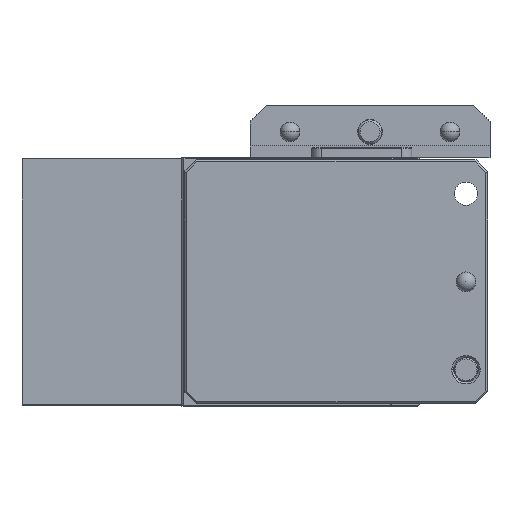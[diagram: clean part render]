
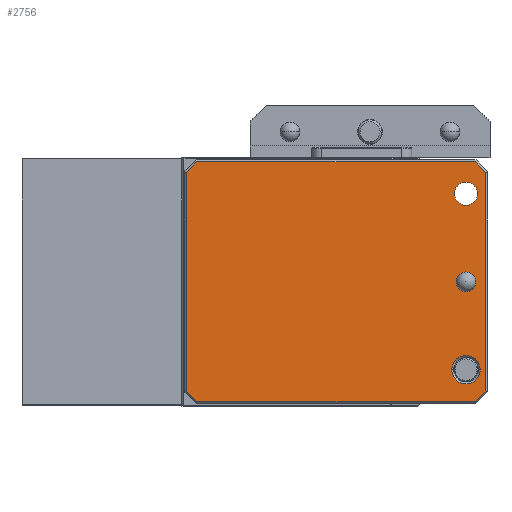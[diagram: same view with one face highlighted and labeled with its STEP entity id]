
A CAD part, top view. The second image highlights one B-rep face of the part: STEP entity #2756.
In plain terms, the highlighted face is planar.
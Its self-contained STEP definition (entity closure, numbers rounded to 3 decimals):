
#480 = EDGE_CURVE ( 'NONE', #21698, #21046, #38904, .T. ) ;
#663 = EDGE_CURVE ( 'NONE', #8694, #26256, #38271, .T. ) ;
#1291 = EDGE_CURVE ( 'NONE', #8695, #37254, #17377, .T. ) ;
#1985 = EDGE_CURVE ( 'NONE', #34675, #31620, #10068, .T. ) ;
#2755 = CARTESIAN_POINT ( 'NONE',  ( 72.975, 0., -5. ) ) ;
#2756 = ADVANCED_FACE ( 'NONE', ( #12037, #26908, #33239, #18146 ), #29765, .F. ) ;
#2832 = CIRCLE ( 'NONE', #39183, 2.475 ) ;
#3721 = ORIENTED_EDGE ( 'NONE', *, *, #15229, .T. ) ;
#3897 = VECTOR ( 'NONE', #21561, 1000. ) ;
#4553 = AXIS2_PLACEMENT_3D ( 'NONE', #24405, #32975, #29919 ) ;
#4632 = ORIENTED_EDGE ( 'NONE', *, *, #480, .T. ) ;
#5327 = ORIENTED_EDGE ( 'NONE', *, *, #1291, .F. ) ;
#5363 = EDGE_LOOP ( 'NONE', ( #25892, #4632 ) ) ;
#6577 = ORIENTED_EDGE ( 'NONE', *, *, #29863, .T. ) ;
#7053 = DIRECTION ( 'NONE',  ( 0.707, -0.707, 0. ) ) ;
#7230 = CARTESIAN_POINT ( 'NONE',  ( 66.95, 22., -5. ) ) ;
#7365 = ORIENTED_EDGE ( 'NONE', *, *, #14524, .T. ) ;
#8345 = DIRECTION ( 'NONE',  ( 0., 0., -1. ) ) ;
#8694 = VERTEX_POINT ( 'NONE', #18156 ) ;
#8695 = VERTEX_POINT ( 'NONE', #2755 ) ;
#8760 = DIRECTION ( 'NONE',  ( 1., 0., 0. ) ) ;
#9565 = VECTOR ( 'NONE', #31441, 1000. ) ;
#9709 = ORIENTED_EDGE ( 'NONE', *, *, #663, .T. ) ;
#10068 = LINE ( 'NONE', #34901, #19399 ) ;
#10108 = CARTESIAN_POINT ( 'NONE',  ( 3.354, 30.146, -5. ) ) ;
#10190 = CARTESIAN_POINT ( 'NONE',  ( 68.025, 0., -5. ) ) ;
#10320 = CARTESIAN_POINT ( 'NONE',  ( 70.5, 0., -5. ) ) ;
#10857 = DIRECTION ( 'NONE',  ( -1., 0., 0. ) ) ;
#10964 = CARTESIAN_POINT ( 'NONE',  ( 70.5, 0., -5. ) ) ;
#11148 = DIRECTION ( 'NONE',  ( 1., 0., 0. ) ) ;
#11225 = CARTESIAN_POINT ( 'NONE',  ( 70.5, -22., -5. ) ) ;
#11339 = CARTESIAN_POINT ( 'NONE',  ( 3.207, -30., -5. ) ) ;
#11630 = DIRECTION ( 'NONE',  ( 1., 0., 0. ) ) ;
#11667 = CARTESIAN_POINT ( 'NONE',  ( 0.5, 27.293, -5. ) ) ;
#11970 = VECTOR ( 'NONE', #8760, 1000. ) ;
#12037 = FACE_BOUND ( 'NONE', #5363, .T. ) ;
#12620 = ORIENTED_EDGE ( 'NONE', *, *, #1985, .T. ) ;
#13356 = DIRECTION ( 'NONE',  ( 0.707, 0.707, 0. ) ) ;
#13359 = CARTESIAN_POINT ( 'NONE',  ( 75.5, 27.293, -5. ) ) ;
#13496 = VECTOR ( 'NONE', #26824, 1000. ) ;
#13695 = CARTESIAN_POINT ( 'NONE',  ( 72.646, -30.146, -5. ) ) ;
#13904 = CARTESIAN_POINT ( 'NONE',  ( 72.793, -30., -5. ) ) ;
#14398 = CARTESIAN_POINT ( 'NONE',  ( 0.5, 27.5, -5. ) ) ;
#14524 = EDGE_CURVE ( 'NONE', #26256, #8694, #23736, .T. ) ;
#14859 = EDGE_LOOP ( 'NONE', ( #7365, #9709 ) ) ;
#15229 = EDGE_CURVE ( 'NONE', #20065, #15664, #34156, .T. ) ;
#15664 = VERTEX_POINT ( 'NONE', #23663 ) ;
#15854 = ORIENTED_EDGE ( 'NONE', *, *, #26653, .F. ) ;
#16313 = CARTESIAN_POINT ( 'NONE',  ( 73.4, -22., -5. ) ) ;
#16358 = EDGE_CURVE ( 'NONE', #31620, #35045, #27966, .T. ) ;
#16584 = DIRECTION ( 'NONE',  ( -1., 0., 0. ) ) ;
#17234 = DIRECTION ( 'NONE',  ( -1., 0., 0. ) ) ;
#17377 = CIRCLE ( 'NONE', #38862, 2.475 ) ;
#18146 = FACE_OUTER_BOUND ( 'NONE', #21351, .T. ) ;
#18156 = CARTESIAN_POINT ( 'NONE',  ( 67.6, -22., -5. ) ) ;
#18191 = ORIENTED_EDGE ( 'NONE', *, *, #16358, .T. ) ;
#18523 = CARTESIAN_POINT ( 'NONE',  ( 70.5, 22., -5. ) ) ;
#19297 = VECTOR ( 'NONE', #36281, 1000. ) ;
#19399 = VECTOR ( 'NONE', #7053, 1000. ) ;
#20065 = VERTEX_POINT ( 'NONE', #11667 ) ;
#20600 = DIRECTION ( 'NONE',  ( 0., 0., 1. ) ) ;
#20695 = AXIS2_PLACEMENT_3D ( 'NONE', #30084, #33562, #11148 ) ;
#20813 = EDGE_LOOP ( 'NONE', ( #15854, #5327 ) ) ;
#21004 = DIRECTION ( 'NONE',  ( 1., 0., 0. ) ) ;
#21046 = VERTEX_POINT ( 'NONE', #7230 ) ;
#21342 = AXIS2_PLACEMENT_3D ( 'NONE', #18523, #21402, #33620 ) ;
#21351 = EDGE_LOOP ( 'NONE', ( #32242, #3721, #6577, #12620, #18191, #33746, #29017, #34536 ) ) ;
#21402 = DIRECTION ( 'NONE',  ( 0., 0., 1. ) ) ;
#21561 = DIRECTION ( 'NONE',  ( -0.707, 0.707, 0. ) ) ;
#21698 = VERTEX_POINT ( 'NONE', #21765 ) ;
#21765 = CARTESIAN_POINT ( 'NONE',  ( 74.05, 22., -5. ) ) ;
#21874 = VECTOR ( 'NONE', #10857, 1000. ) ;
#21952 = CARTESIAN_POINT ( 'NONE',  ( 0.354, -27.146, -5. ) ) ;
#22122 = EDGE_CURVE ( 'NONE', #21046, #21698, #36381, .T. ) ;
#22134 = EDGE_CURVE ( 'NONE', #32431, #37838, #30948, .T. ) ;
#23441 = CARTESIAN_POINT ( 'NONE',  ( 0.5, -27.293, -5. ) ) ;
#23475 = CARTESIAN_POINT ( 'NONE',  ( 3., -30., -5. ) ) ;
#23663 = CARTESIAN_POINT ( 'NONE',  ( 3.207, 30., -5. ) ) ;
#23736 = CIRCLE ( 'NONE', #26985, 2.9 ) ;
#24405 = CARTESIAN_POINT ( 'NONE',  ( 70.5, 22., -5. ) ) ;
#24466 = CARTESIAN_POINT ( 'NONE',  ( 0., 0., -5. ) ) ;
#25154 = CARTESIAN_POINT ( 'NONE',  ( 75.5, -27.293, -5. ) ) ;
#25319 = VERTEX_POINT ( 'NONE', #13904 ) ;
#25892 = ORIENTED_EDGE ( 'NONE', *, *, #22122, .T. ) ;
#26256 = VERTEX_POINT ( 'NONE', #16313 ) ;
#26292 = LINE ( 'NONE', #13695, #19297 ) ;
#26653 = EDGE_CURVE ( 'NONE', #37254, #8695, #2832, .T. ) ;
#26824 = DIRECTION ( 'NONE',  ( 0., 1., 0. ) ) ;
#26908 = FACE_BOUND ( 'NONE', #14859, .T. ) ;
#26985 = AXIS2_PLACEMENT_3D ( 'NONE', #11225, #20600, #11630 ) ;
#27663 = CARTESIAN_POINT ( 'NONE',  ( 72.793, 30., -5. ) ) ;
#27966 = LINE ( 'NONE', #30835, #9565 ) ;
#29017 = ORIENTED_EDGE ( 'NONE', *, *, #33069, .T. ) ;
#29563 = LINE ( 'NONE', #32446, #11970 ) ;
#29765 = PLANE ( 'NONE',  #38351 ) ;
#29863 = EDGE_CURVE ( 'NONE', #15664, #34675, #29563, .T. ) ;
#29919 = DIRECTION ( 'NONE',  ( 1., 0., 0. ) ) ;
#30084 = CARTESIAN_POINT ( 'NONE',  ( 70.5, -22., -5. ) ) ;
#30835 = CARTESIAN_POINT ( 'NONE',  ( 75.5, -27.5, -5. ) ) ;
#30948 = LINE ( 'NONE', #21952, #3897 ) ;
#31441 = DIRECTION ( 'NONE',  ( 0., -1., 0. ) ) ;
#31502 = DIRECTION ( 'NONE',  ( 0., 0., -1. ) ) ;
#31620 = VERTEX_POINT ( 'NONE', #13359 ) ;
#32242 = ORIENTED_EDGE ( 'NONE', *, *, #32405, .T. ) ;
#32405 = EDGE_CURVE ( 'NONE', #37838, #20065, #38663, .T. ) ;
#32431 = VERTEX_POINT ( 'NONE', #11339 ) ;
#32446 = CARTESIAN_POINT ( 'NONE',  ( 73., 30., -5. ) ) ;
#32829 = DIRECTION ( 'NONE',  ( 0., 0., 1. ) ) ;
#32975 = DIRECTION ( 'NONE',  ( 0., 0., 1. ) ) ;
#33069 = EDGE_CURVE ( 'NONE', #25319, #32431, #38969, .T. ) ;
#33239 = FACE_BOUND ( 'NONE', #20813, .T. ) ;
#33562 = DIRECTION ( 'NONE',  ( 0., 0., 1. ) ) ;
#33620 = DIRECTION ( 'NONE',  ( 1., 0., 0. ) ) ;
#33746 = ORIENTED_EDGE ( 'NONE', *, *, #36927, .T. ) ;
#34156 = LINE ( 'NONE', #10108, #39423 ) ;
#34536 = ORIENTED_EDGE ( 'NONE', *, *, #22134, .T. ) ;
#34675 = VERTEX_POINT ( 'NONE', #27663 ) ;
#34901 = CARTESIAN_POINT ( 'NONE',  ( 75.646, 27.146, -5. ) ) ;
#35045 = VERTEX_POINT ( 'NONE', #25154 ) ;
#36281 = DIRECTION ( 'NONE',  ( -0.707, -0.707, 0. ) ) ;
#36381 = CIRCLE ( 'NONE', #4553, 3.55 ) ;
#36927 = EDGE_CURVE ( 'NONE', #35045, #25319, #26292, .T. ) ;
#37254 = VERTEX_POINT ( 'NONE', #10190 ) ;
#37838 = VERTEX_POINT ( 'NONE', #23441 ) ;
#38271 = CIRCLE ( 'NONE', #20695, 2.9 ) ;
#38351 = AXIS2_PLACEMENT_3D ( 'NONE', #24466, #32829, #21004 ) ;
#38663 = LINE ( 'NONE', #14398, #13496 ) ;
#38862 = AXIS2_PLACEMENT_3D ( 'NONE', #10320, #31502, #16584 ) ;
#38904 = CIRCLE ( 'NONE', #21342, 3.55 ) ;
#38969 = LINE ( 'NONE', #23475, #21874 ) ;
#39183 = AXIS2_PLACEMENT_3D ( 'NONE', #10964, #8345, #17234 ) ;
#39423 = VECTOR ( 'NONE', #13356, 1000. ) ;
